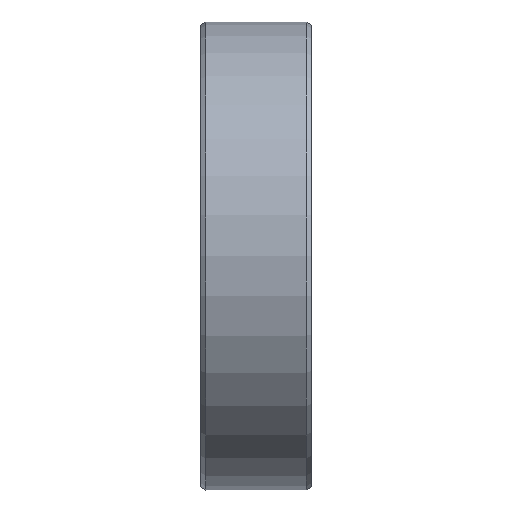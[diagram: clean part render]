
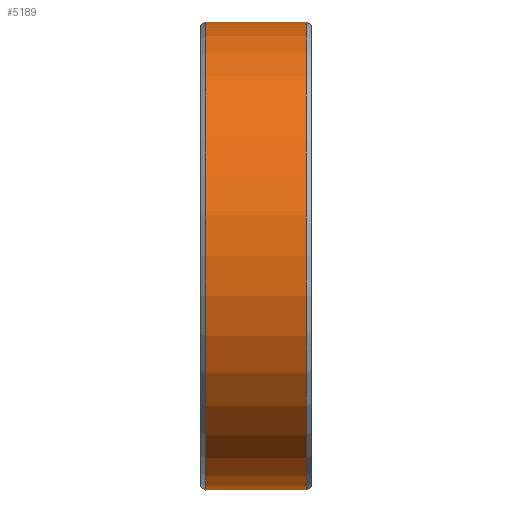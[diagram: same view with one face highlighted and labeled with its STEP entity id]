
A CAD part, top view. The second image highlights one B-rep face of the part: STEP entity #5189.
In plain terms, the highlighted cylindrical face has radius 36 mm (diameter 72 mm), a partial arc.
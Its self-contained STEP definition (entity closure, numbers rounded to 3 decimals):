
#4844=CARTESIAN_POINT('',(-7.7,0.,0.));
#4845=DIRECTION('',(1.,0.,0.));
#4846=DIRECTION('',(0.,1.,0.));
#4847=AXIS2_PLACEMENT_3D('',#4844,#4845,#4846);
#4849=CARTESIAN_POINT('',(-7.7,0.,0.));
#4850=DIRECTION('',(1.,0.,0.));
#4851=DIRECTION('',(0.,0.,1.));
#4852=AXIS2_PLACEMENT_3D('',#4849,#4850,#4851);
#4858=DIRECTION('',(-1.,0.,0.));
#4859=VECTOR('',#4858,15.4);
#4860=CARTESIAN_POINT('',(7.7,-36.,0.));
#4861=LINE('',#4860,#4859);
#4862=CARTESIAN_POINT('',(7.7,0.,0.));
#4863=DIRECTION('',(-1.,0.,0.));
#4864=DIRECTION('',(0.,-1.,0.));
#4865=AXIS2_PLACEMENT_3D('',#4862,#4863,#4864);
#4867=CARTESIAN_POINT('',(7.7,0.,0.));
#4868=DIRECTION('',(-1.,0.,0.));
#4869=DIRECTION('',(0.,0.,1.));
#4870=AXIS2_PLACEMENT_3D('',#4867,#4868,#4869);
#4920=DIRECTION('',(-1.,0.,0.));
#4921=VECTOR('',#4920,15.4);
#4922=CARTESIAN_POINT('',(7.7,36.,0.));
#4923=LINE('',#4922,#4921);
#5100=CARTESIAN_POINT('',(7.7,36.,0.));
#5101=VERTEX_POINT('',#5100);
#5103=CARTESIAN_POINT('',(7.7,-36.,0.));
#5105=VERTEX_POINT('',#5103);
#5106=CARTESIAN_POINT('',(7.7,0.,36.));
#5107=VERTEX_POINT('',#5106);
#5108=CARTESIAN_POINT('',(-7.7,-36.,0.));
#5109=VERTEX_POINT('',#5108);
#5110=CARTESIAN_POINT('',(-7.7,0.,36.));
#5111=VERTEX_POINT('',#5110);
#5112=CARTESIAN_POINT('',(-7.7,36.,0.));
#5113=VERTEX_POINT('',#5112);
#5172=CARTESIAN_POINT('',(-8.5,0.,0.));
#5173=DIRECTION('',(1.,0.,0.));
#5174=DIRECTION('',(0.,-1.,0.));
#5175=AXIS2_PLACEMENT_3D('',#5172,#5173,#5174);
#5176=CYLINDRICAL_SURFACE('',#5175,36.);
#5178=ORIENTED_EDGE('',*,*,#5177,.F.);
#5180=ORIENTED_EDGE('',*,*,#5179,.F.);
#5182=ORIENTED_EDGE('',*,*,#5181,.T.);
#5183=ORIENTED_EDGE('',*,*,#5166,.F.);
#5184=ORIENTED_EDGE('',*,*,#5164,.F.);
#5186=ORIENTED_EDGE('',*,*,#5185,.F.);
#5187=EDGE_LOOP('',(#5178,#5180,#5182,#5183,#5184,#5186));
#5188=FACE_OUTER_BOUND('',#5187,.F.);
#4848=CIRCLE('',#4847,36.);
#4853=CIRCLE('',#4852,36.);
#4866=CIRCLE('',#4865,36.);
#4871=CIRCLE('',#4870,36.);
#5164=EDGE_CURVE('',#5113,#5111,#4848,.T.);
#5166=EDGE_CURVE('',#5111,#5109,#4853,.T.);
#5177=EDGE_CURVE('',#5107,#5101,#4871,.T.);
#5179=EDGE_CURVE('',#5105,#5107,#4866,.T.);
#5181=EDGE_CURVE('',#5105,#5109,#4861,.T.);
#5185=EDGE_CURVE('',#5101,#5113,#4923,.T.);
#5189=ADVANCED_FACE('',(#5188),#5176,.T.);
